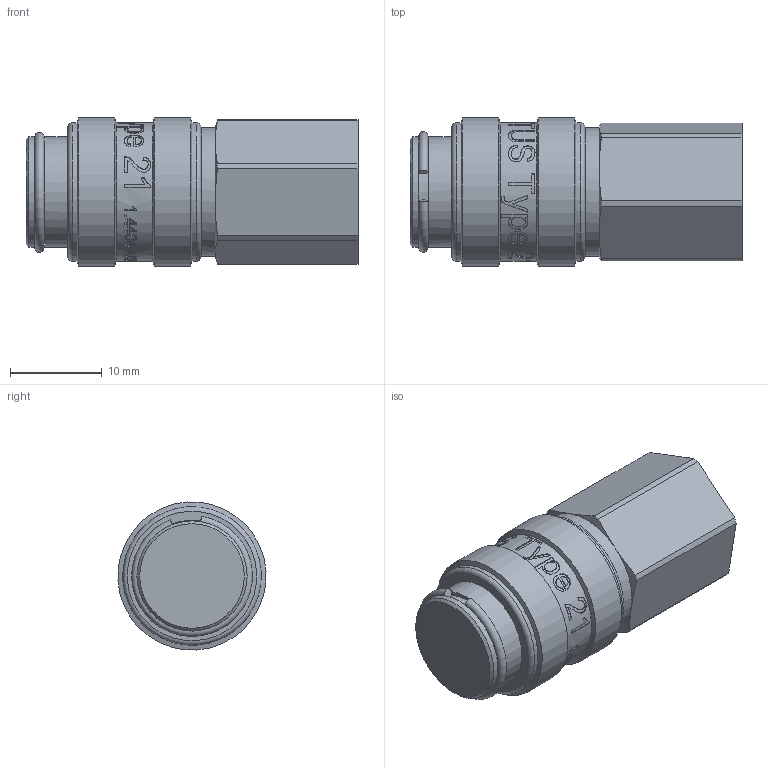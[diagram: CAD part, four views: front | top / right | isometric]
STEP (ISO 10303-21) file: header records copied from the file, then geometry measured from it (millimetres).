
FILE_DESCRIPTION((''),'2;1');
FILE_NAME('21kaiw10evx.stp','2014-06-18T07:32:24',('IA176480'),(''),'Autodesk Inventor 2013','Autodesk Inventor 2013','');
FILE_SCHEMA(('AUTOMOTIVE_DESIGN { 1 0 10303 214 1 1 1 1 }'));
Length unit declared in the file: millimetre
Products named in the file (1): D110768
Bounding box: 36.15 x 16.12 x 16.12 mm (x, y, z)
Volume: 5342.7 mm3; surface area: 3803.7 mm2
Topology: 2 solids, 3 shells, 392 faces, 996 edges, 657 vertices
Faces by surface type: plane 163, bspline 141, cylinder 63, cone 21, torus 4
Full cylindrical faces by diameter (mm): 8.566 x1, 11.15 x1, 11.4 x1, 12 x3, 12.15 x2, 14 x3, 15.1 x3, 16.15 x2
Entity records: 48448 total; most frequent: CARTESIAN_POINT 39860, ORIENTED_EDGE 1908, DIRECTION 1177, EDGE_CURVE 954, VERTEX_POINT 650, EDGE_LOOP 478, B_SPLINE_CURVE_WITH_KNOTS 420, AXIS2_PLACEMENT_3D 403
